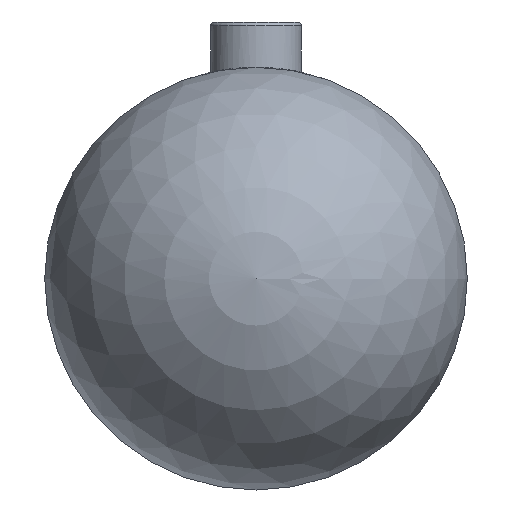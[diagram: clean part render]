
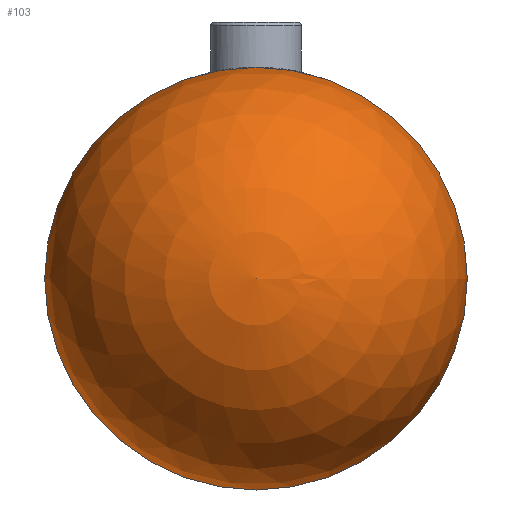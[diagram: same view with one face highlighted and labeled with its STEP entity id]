
A CAD part, front view. The second image highlights one B-rep face of the part: STEP entity #103.
In plain terms, the highlighted spherical face has radius 14 mm.
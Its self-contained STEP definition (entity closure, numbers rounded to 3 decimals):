
#76 = EDGE_CURVE ( 'NONE', #307, #315, #163, .T. ) ;
#77 = EDGE_CURVE ( 'NONE', #315, #307, #122, .T. ) ;
#103 = ADVANCED_FACE ( 'NONE', ( #186 ), #216, .T. ) ;
#122 = CIRCLE ( 'NONE', #130, 14. ) ;
#130 = AXIS2_PLACEMENT_3D ( 'NONE', #362, #363, #357 ) ;
#157 = AXIS2_PLACEMENT_3D ( 'NONE', #217, #192, #180 ) ;
#163 = CIRCLE ( 'NONE', #170, 14. ) ;
#170 = AXIS2_PLACEMENT_3D ( 'NONE', #421, #423, #364 ) ;
#180 = DIRECTION ( 'NONE',  ( 1., 0., 0. ) ) ;
#186 = FACE_OUTER_BOUND ( 'NONE', #313, .T. ) ;
#192 = DIRECTION ( 'NONE',  ( 0., 1., 0. ) ) ;
#216 = SPHERICAL_SURFACE ( 'NONE', #157, 14. ) ;
#217 = CARTESIAN_POINT ( 'NONE',  ( 0., 14., 0. ) ) ;
#226 = CARTESIAN_POINT ( 'NONE',  ( 0., 14., 14. ) ) ;
#231 = CARTESIAN_POINT ( 'NONE',  ( 0., 14., -14. ) ) ;
#291 = ORIENTED_EDGE ( 'NONE', *, *, #77, .F. ) ;
#307 = VERTEX_POINT ( 'NONE', #226 ) ;
#313 = EDGE_LOOP ( 'NONE', ( #291, #328 ) ) ;
#315 = VERTEX_POINT ( 'NONE', #231 ) ;
#328 = ORIENTED_EDGE ( 'NONE', *, *, #76, .F. ) ;
#357 = DIRECTION ( 'NONE',  ( 0., 0., -1. ) ) ;
#362 = CARTESIAN_POINT ( 'NONE',  ( 0., 14., 0. ) ) ;
#363 = DIRECTION ( 'NONE',  ( 0., 1., 0. ) ) ;
#364 = DIRECTION ( 'NONE',  ( 0., 0., -1. ) ) ;
#421 = CARTESIAN_POINT ( 'NONE',  ( 0., 14., 0. ) ) ;
#423 = DIRECTION ( 'NONE',  ( 0., 1., 0. ) ) ;
